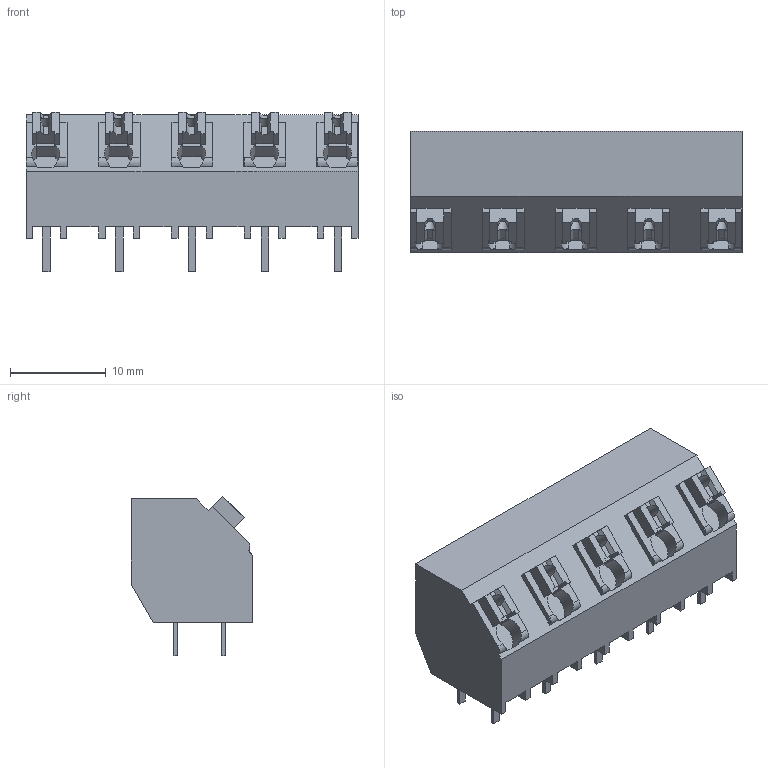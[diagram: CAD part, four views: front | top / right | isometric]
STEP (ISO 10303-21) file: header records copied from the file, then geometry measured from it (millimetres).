
FILE_DESCRIPTION(('CATIA V5 STEP Exchange','CAx-IF Rec.Pracs.--- Model Styling and Organization---1.2---2011-12-15'),'2;1');
FILE_NAME ('D1458575_0_1887190000_1887190000.stp','2018-03-26T16:24:08+00:00',('none'),('Weidmueller'),'CATIA Version 5-6 Release 2014','CATIA V5 STEP AP214','none');
FILE_SCHEMA(('AUTOMOTIVE_DESIGN { 1 0 10303 214 1 1 1 1 }'));
Length unit declared in the file: millimetre
Products named in the file (1): 1887190000
Bounding box: 34.68 x 12.7 x 16.66 mm (x, y, z)
Volume: 3842.8 mm3; surface area: 3408.6 mm2
Topology: 16 solids, 16 shells, 383 faces, 1077 edges, 733 vertices
Faces by surface type: plane 349, cylinder 34
Entity records: 11456 total; most frequent: CARTESIAN_POINT 2224, ORIENTED_EDGE 2154, DIRECTION 1460, EDGE_CURVE 1077, VECTOR 963, LINE 963, VERTEX_POINT 733, EDGE_LOOP 400
